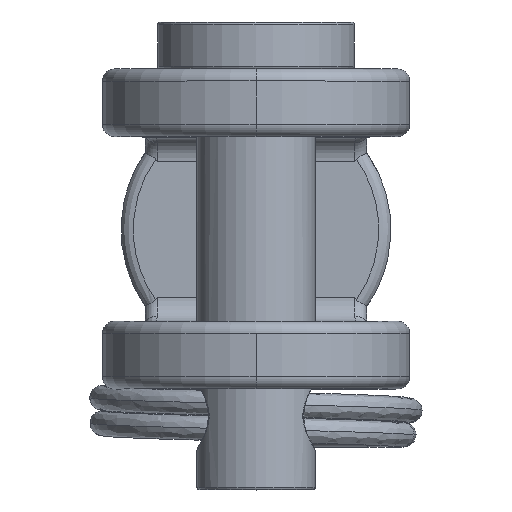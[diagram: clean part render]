
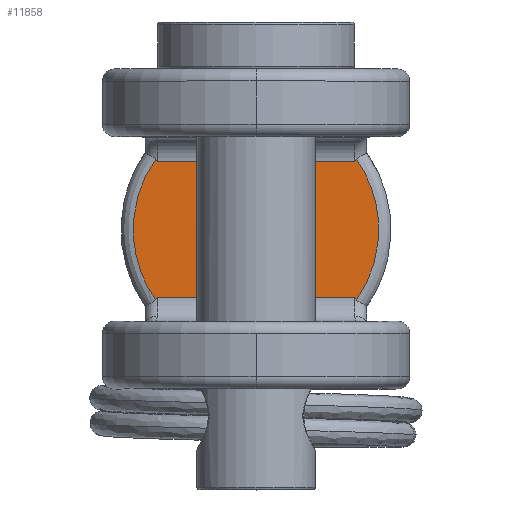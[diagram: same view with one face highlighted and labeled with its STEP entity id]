
A CAD part, top view. The second image highlights one B-rep face of the part: STEP entity #11858.
In plain terms, the highlighted planar face has unit normal (0, 0, 1).
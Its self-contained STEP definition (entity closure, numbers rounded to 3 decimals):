
#19 = CARTESIAN_POINT ( 'NONE',  ( -4.027, -9.288, 0. ) ) ;
#195 = ORIENTED_EDGE ( 'NONE', *, *, #1307, .T. ) ;
#485 = VERTEX_POINT ( 'NONE', #8057 ) ;
#736 = CARTESIAN_POINT ( 'NONE',  ( -4.078, -9.361, 0. ) ) ;
#893 = ORIENTED_EDGE ( 'NONE', *, *, #8804, .T. ) ;
#1148 = EDGE_CURVE ( 'NONE', #485, #3480, #3877, .T. ) ;
#1307 = EDGE_CURVE ( 'NONE', #18248, #4680, #4071, .T. ) ;
#1592 = B_SPLINE_CURVE_WITH_KNOTS ( 'NONE', 3,
 ( #10396, #13736, #9091, #5651 ),
 .UNSPECIFIED., .F., .F.,
 ( 4, 4 ),
 ( 0.001, 0.002 ),
 .UNSPECIFIED. ) ;
#1612 = CARTESIAN_POINT ( 'NONE',  ( -4.356, -8.931, 0. ) ) ;
#1632 = VERTEX_POINT ( 'NONE', #11221 ) ;
#1811 = CARTESIAN_POINT ( 'NONE',  ( -4.826, -7.761, 0. ) ) ;
#1906 = CARTESIAN_POINT ( 'NONE',  ( 4., -9.25, 0. ) ) ;
#1981 = CARTESIAN_POINT ( 'NONE',  ( 4.052, -9.324, 0. ) ) ;
#2121 = B_SPLINE_CURVE_WITH_KNOTS ( 'NONE', 3,
 ( #2292, #13350, #11688, #6918 ),
 .UNSPECIFIED., .F., .F.,
 ( 4, 4 ),
 ( 0., 0. ),
 .UNSPECIFIED. ) ;
#2292 = CARTESIAN_POINT ( 'NONE',  ( -4., -3.75, 0. ) ) ;
#2540 = B_SPLINE_CURVE_WITH_KNOTS ( 'NONE', 3,
 ( #1906, #11172, #1981, #13046 ),
 .UNSPECIFIED., .F., .F.,
 ( 4, 4 ),
 ( 0., 0. ),
 .UNSPECIFIED. ) ;
#2584 = VECTOR ( 'NONE', #10299, 1000. ) ;
#2750 = ORIENTED_EDGE ( 'NONE', *, *, #12201, .T. ) ;
#2993 = ORIENTED_EDGE ( 'NONE', *, *, #1148, .T. ) ;
#3278 = CARTESIAN_POINT ( 'NONE',  ( -4.078, -9.361, 0. ) ) ;
#3337 = CARTESIAN_POINT ( 'NONE',  ( 4.962, -5.993, 0. ) ) ;
#3480 = VERTEX_POINT ( 'NONE', #736 ) ;
#3756 = VERTEX_POINT ( 'NONE', #8665 ) ;
#3877 = B_SPLINE_CURVE_WITH_KNOTS ( 'NONE', 3,
 ( #11209, #9549, #9618, #14482, #17396, #17594, #9696, #4728, #12745, #19275, #1811, #15847, #12882, #1612, #5001, #3278 ),
 .UNSPECIFIED., .F., .F.,
 ( 4, 2, 2, 2, 2, 2, 2, 4 ),
 ( 0., 0.001, 0.002, 0.003, 0.004, 0.005, 0.005, 0.006 ),
 .UNSPECIFIED. ) ;
#4071 = LINE ( 'NONE', #11775, #2584 ) ;
#4090 = EDGE_CURVE ( 'NONE', #7276, #11011, #1592, .T. ) ;
#4680 = VERTEX_POINT ( 'NONE', #7133 ) ;
#4720 = CARTESIAN_POINT ( 'NONE',  ( 4.982, -6.247, 0. ) ) ;
#4728 = CARTESIAN_POINT ( 'NONE',  ( -4.982, -6.753, 0. ) ) ;
#4734 = AXIS2_PLACEMENT_3D ( 'NONE', #5337, #11539, #11757 ) ;
#4792 = CARTESIAN_POINT ( 'NONE',  ( 4.078, -9.361, 0. ) ) ;
#5001 = CARTESIAN_POINT ( 'NONE',  ( -4.225, -9.152, 0. ) ) ;
#5192 = CARTESIAN_POINT ( 'NONE',  ( 4., -3.75, 0. ) ) ;
#5330 = CARTESIAN_POINT ( 'NONE',  ( -4., -9.25, 0. ) ) ;
#5337 = CARTESIAN_POINT ( 'NONE',  ( 0., 0., 0. ) ) ;
#5651 = CARTESIAN_POINT ( 'NONE',  ( 4., -3.75, 0. ) ) ;
#5777 = B_SPLINE_CURVE_WITH_KNOTS ( 'NONE', 3,
 ( #4792, #14477, #8046, #20534, #15972, #19004, #10270, #4720, #3337, #17513, #11133, #10990, #12807, #15842, #17450, #17588 ),
 .UNSPECIFIED., .F., .F.,
 ( 4, 2, 2, 2, 2, 2, 2, 4 ),
 ( 0., 0.001, 0.002, 0.003, 0.004, 0.005, 0.005, 0.006 ),
 .UNSPECIFIED. ) ;
#6343 = CARTESIAN_POINT ( 'NONE',  ( -4.052, -9.324, 0. ) ) ;
#6745 = FACE_OUTER_BOUND ( 'NONE', #20135, .T. ) ;
#6918 = CARTESIAN_POINT ( 'NONE',  ( -4.078, -3.639, 0. ) ) ;
#7047 = EDGE_CURVE ( 'NONE', #3480, #18248, #12799, .T. ) ;
#7133 = CARTESIAN_POINT ( 'NONE',  ( 4., -9.25, 0. ) ) ;
#7276 = VERTEX_POINT ( 'NONE', #15992 ) ;
#7931 = CARTESIAN_POINT ( 'NONE',  ( -4., -9.25, 0. ) ) ;
#8046 = CARTESIAN_POINT ( 'NONE',  ( 4.355, -8.933, 0. ) ) ;
#8057 = CARTESIAN_POINT ( 'NONE',  ( -4.078, -3.639, 0. ) ) ;
#8665 = CARTESIAN_POINT ( 'NONE',  ( 4.078, -9.361, 0. ) ) ;
#8804 = EDGE_CURVE ( 'NONE', #3756, #7276, #5777, .T. ) ;
#9091 = CARTESIAN_POINT ( 'NONE',  ( 4.027, -3.712, 0. ) ) ;
#9407 = ORIENTED_EDGE ( 'NONE', *, *, #15605, .T. ) ;
#9418 = LINE ( 'NONE', #17827, #12162 ) ;
#9435 = CARTESIAN_POINT ( 'NONE',  ( -4.078, -9.361, 0. ) ) ;
#9549 = CARTESIAN_POINT ( 'NONE',  ( -4.225, -3.848, 0. ) ) ;
#9618 = CARTESIAN_POINT ( 'NONE',  ( -4.355, -4.067, 0. ) ) ;
#9696 = CARTESIAN_POINT ( 'NONE',  ( -4.982, -5.986, 0. ) ) ;
#10270 = CARTESIAN_POINT ( 'NONE',  ( 4.982, -7.014, 0. ) ) ;
#10299 = DIRECTION ( 'NONE',  ( 1., 0., 0. ) ) ;
#10396 = CARTESIAN_POINT ( 'NONE',  ( 4.078, -3.639, 0. ) ) ;
#10990 = CARTESIAN_POINT ( 'NONE',  ( 4.674, -4.757, 0. ) ) ;
#11011 = VERTEX_POINT ( 'NONE', #5192 ) ;
#11133 = CARTESIAN_POINT ( 'NONE',  ( 4.826, -5.239, 0. ) ) ;
#11172 = CARTESIAN_POINT ( 'NONE',  ( 4.026, -9.287, 0. ) ) ;
#11209 = CARTESIAN_POINT ( 'NONE',  ( -4.078, -3.639, 0. ) ) ;
#11221 = CARTESIAN_POINT ( 'NONE',  ( -4., -3.75, 0. ) ) ;
#11376 = DIRECTION ( 'NONE',  ( -1., 0., 0. ) ) ;
#11539 = DIRECTION ( 'NONE',  ( 0., 0., -1. ) ) ;
#11688 = CARTESIAN_POINT ( 'NONE',  ( -4.052, -3.676, 0. ) ) ;
#11757 = DIRECTION ( 'NONE',  ( -1., 0., 0. ) ) ;
#11775 = CARTESIAN_POINT ( 'NONE',  ( 4.5, -9.25, 0. ) ) ;
#11858 = ADVANCED_FACE ( 'NONE', ( #6745 ), #14875, .F. ) ;
#12162 = VECTOR ( 'NONE', #11376, 1000. ) ;
#12201 = EDGE_CURVE ( 'NONE', #4680, #3756, #2540, .T. ) ;
#12745 = CARTESIAN_POINT ( 'NONE',  ( -4.962, -7.007, 0. ) ) ;
#12799 = B_SPLINE_CURVE_WITH_KNOTS ( 'NONE', 3,
 ( #9435, #6343, #19, #7931 ),
 .UNSPECIFIED., .F., .F.,
 ( 4, 4 ),
 ( 0.001, 0.002 ),
 .UNSPECIFIED. ) ;
#12807 = CARTESIAN_POINT ( 'NONE',  ( 4.58, -4.523, 0. ) ) ;
#12882 = CARTESIAN_POINT ( 'NONE',  ( -4.58, -8.477, 0. ) ) ;
#13046 = CARTESIAN_POINT ( 'NONE',  ( 4.078, -9.361, 0. ) ) ;
#13211 = EDGE_CURVE ( 'NONE', #11011, #1632, #9418, .T. ) ;
#13350 = CARTESIAN_POINT ( 'NONE',  ( -4.026, -3.713, 0. ) ) ;
#13405 = ORIENTED_EDGE ( 'NONE', *, *, #4090, .T. ) ;
#13736 = CARTESIAN_POINT ( 'NONE',  ( 4.052, -3.676, 0. ) ) ;
#14477 = CARTESIAN_POINT ( 'NONE',  ( 4.225, -9.152, 0. ) ) ;
#14482 = CARTESIAN_POINT ( 'NONE',  ( -4.579, -4.521, 0. ) ) ;
#14875 = PLANE ( 'NONE',  #4734 ) ;
#15605 = EDGE_CURVE ( 'NONE', #1632, #485, #2121, .T. ) ;
#15842 = CARTESIAN_POINT ( 'NONE',  ( 4.356, -4.069, 0. ) ) ;
#15847 = CARTESIAN_POINT ( 'NONE',  ( -4.674, -8.243, 0. ) ) ;
#15972 = CARTESIAN_POINT ( 'NONE',  ( 4.675, -8.241, 0. ) ) ;
#15992 = CARTESIAN_POINT ( 'NONE',  ( 4.078, -3.639, 0. ) ) ;
#17396 = CARTESIAN_POINT ( 'NONE',  ( -4.675, -4.759, 0. ) ) ;
#17450 = CARTESIAN_POINT ( 'NONE',  ( 4.225, -3.848, 0. ) ) ;
#17513 = CARTESIAN_POINT ( 'NONE',  ( 4.885, -5.489, 0. ) ) ;
#17588 = CARTESIAN_POINT ( 'NONE',  ( 4.078, -3.639, 0. ) ) ;
#17594 = CARTESIAN_POINT ( 'NONE',  ( -4.904, -5.487, 0. ) ) ;
#17827 = CARTESIAN_POINT ( 'NONE',  ( -4.5, -3.75, 0. ) ) ;
#18248 = VERTEX_POINT ( 'NONE', #5330 ) ;
#18640 = ORIENTED_EDGE ( 'NONE', *, *, #13211, .T. ) ;
#19004 = CARTESIAN_POINT ( 'NONE',  ( 4.904, -7.513, 0. ) ) ;
#19275 = CARTESIAN_POINT ( 'NONE',  ( -4.885, -7.511, 0. ) ) ;
#20135 = EDGE_LOOP ( 'NONE', ( #195, #2750, #893, #13405, #18640, #9407, #2993, #20266 ) ) ;
#20266 = ORIENTED_EDGE ( 'NONE', *, *, #7047, .T. ) ;
#20534 = CARTESIAN_POINT ( 'NONE',  ( 4.579, -8.479, 0. ) ) ;
